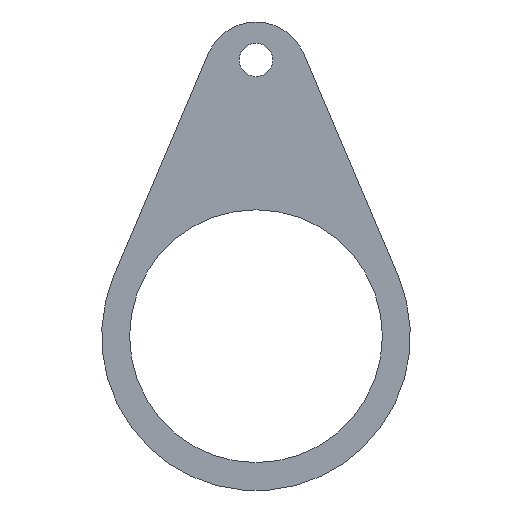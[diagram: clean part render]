
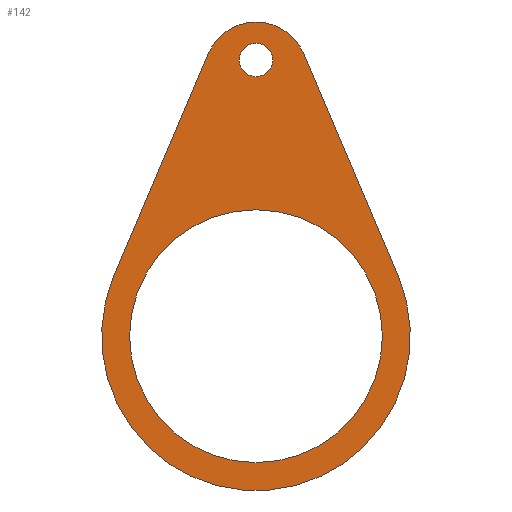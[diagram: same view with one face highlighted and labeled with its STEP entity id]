
A CAD part, front view. The second image highlights one B-rep face of the part: STEP entity #142.
In plain terms, the highlighted planar face has unit normal (0, -1, 0).
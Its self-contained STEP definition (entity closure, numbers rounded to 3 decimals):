
#19=PLANE('',#165);
#26=LINE('',#242,#34);
#27=LINE('',#243,#35);
#34=VECTOR('',#202,1000.);
#35=VECTOR('',#203,1000.);
#42=FACE_BOUND('',#61,.T.);
#43=FACE_BOUND('',#62,.T.);
#48=FACE_OUTER_BOUND('',#60,.T.);
#60=EDGE_LOOP('',(#116,#117,#118,#119));
#61=EDGE_LOOP('',(#120));
#62=EDGE_LOOP('',(#121));
#67=CIRCLE('',#156,6.75);
#69=CIRCLE('',#159,51.25);
#71=CIRCLE('',#162,62.6);
#73=CIRCLE('',#166,21.);
#75=VERTEX_POINT('',#216);
#77=VERTEX_POINT('',#221);
#80=VERTEX_POINT('',#227);
#81=VERTEX_POINT('',#229);
#84=VERTEX_POINT('',#239);
#85=VERTEX_POINT('',#240);
#87=EDGE_CURVE('',#75,#75,#67,.T.);
#89=EDGE_CURVE('',#77,#77,#69,.T.);
#92=EDGE_CURVE('',#80,#81,#71,.T.);
#97=EDGE_CURVE('',#84,#85,#73,.T.);
#98=EDGE_CURVE('',#81,#84,#26,.T.);
#99=EDGE_CURVE('',#85,#80,#27,.T.);
#116=ORIENTED_EDGE('',*,*,#97,.F.);
#117=ORIENTED_EDGE('',*,*,#98,.F.);
#118=ORIENTED_EDGE('',*,*,#92,.F.);
#119=ORIENTED_EDGE('',*,*,#99,.F.);
#120=ORIENTED_EDGE('',*,*,#87,.T.);
#121=ORIENTED_EDGE('',*,*,#89,.T.);
#142=ADVANCED_FACE('',(#48,#42,#43),#19,.T.);
#156=AXIS2_PLACEMENT_3D('',#217,#176,#177);
#159=AXIS2_PLACEMENT_3D('',#222,#182,#183);
#162=AXIS2_PLACEMENT_3D('',#230,#189,#190);
#165=AXIS2_PLACEMENT_3D('',#238,#198,#199);
#166=AXIS2_PLACEMENT_3D('',#241,#200,#201);
#176=DIRECTION('center_axis',(0.,1.,0.));
#177=DIRECTION('ref_axis',(0.,0.,1.));
#182=DIRECTION('center_axis',(0.,1.,0.));
#183=DIRECTION('ref_axis',(0.,0.,1.));
#189=DIRECTION('center_axis',(0.,1.,0.));
#190=DIRECTION('ref_axis',(0.,0.,1.));
#198=DIRECTION('center_axis',(0.,-1.,0.));
#199=DIRECTION('ref_axis',(0.,0.,-1.));
#200=DIRECTION('center_axis',(0.,1.,0.));
#201=DIRECTION('ref_axis',(0.,0.,-1.));
#202=DIRECTION('',(0.391,0.,0.92));
#203=DIRECTION('',(0.391,0.,-0.92));
#216=CARTESIAN_POINT('',(0.,0.,105.25));
#217=CARTESIAN_POINT('Origin',(0.,0.,112.));
#221=CARTESIAN_POINT('',(0.,0.,-51.25));
#222=CARTESIAN_POINT('Origin',(0.,0.,0.));
#227=CARTESIAN_POINT('',(57.617,0.,24.475));
#229=CARTESIAN_POINT('',(-57.617,0.,24.475));
#230=CARTESIAN_POINT('Origin',(0.,0.,0.));
#238=CARTESIAN_POINT('Origin',(0.,0.,106.4));
#239=CARTESIAN_POINT('',(-19.328,0.,114.611));
#240=CARTESIAN_POINT('',(19.328,0.,114.611));
#241=CARTESIAN_POINT('Origin',(0.,0.,106.4));
#242=CARTESIAN_POINT('',(-57.617,0.,24.475));
#243=CARTESIAN_POINT('',(19.328,0.,114.611));
